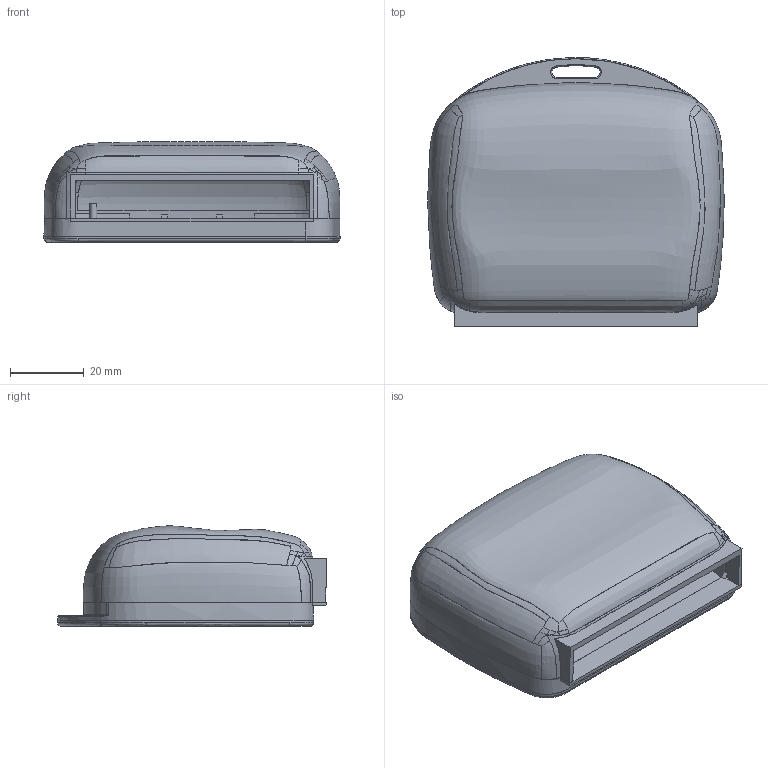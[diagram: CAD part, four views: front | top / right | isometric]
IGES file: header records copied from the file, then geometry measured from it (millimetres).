
Start section: SolidWorks IGES file using analytic representation for surfaces
Global section: file name: KM-126.IGS; native system: SolidWorks 2019; preprocessor: SolidWorks 2019; author: Lukas; date: 220129.001240; units: millimetre
Bounding box: 80.25 x 72.85 x 27.29 mm (x, y, z)
Surface area: 29328.6 mm2 (no closed solid volume)
Topology: 0 solids, 0 shells, 254 faces, 4081 edges, 4081 vertices
Faces by surface type: bspline 204, revolution 50
